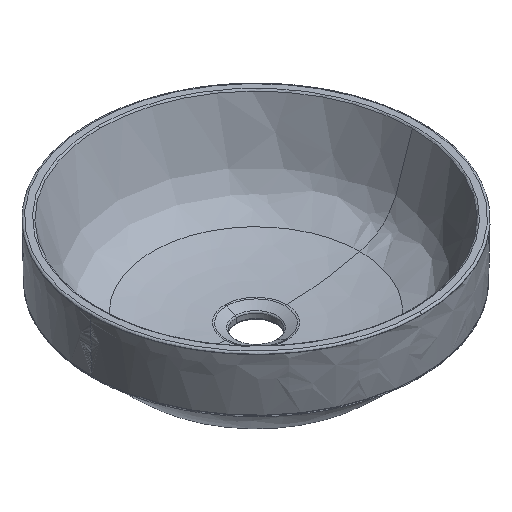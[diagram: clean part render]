
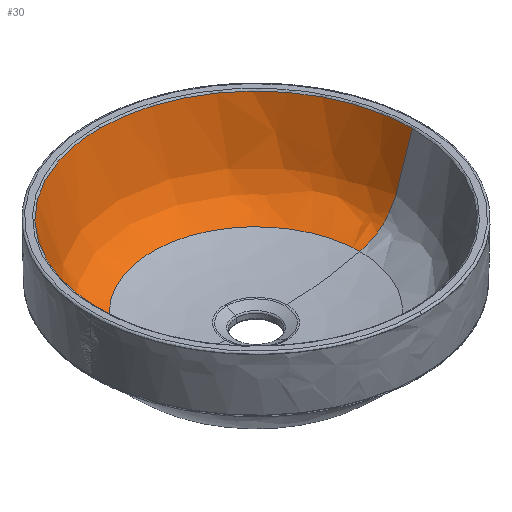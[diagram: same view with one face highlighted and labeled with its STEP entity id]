
A CAD part, isometric view. The second image highlights one B-rep face of the part: STEP entity #30.
In plain terms, the highlighted free-form (B-spline) face has degree [3, 3] with [4, 6] control points.
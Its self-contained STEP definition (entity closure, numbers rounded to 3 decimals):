
#30=ADVANCED_FACE('',(#63),#487,.T.);
#63=FACE_OUTER_BOUND('',#96,.T.);
#96=EDGE_LOOP('',(#145,#146,#147,#148,#149));
#145=ORIENTED_EDGE('',*,*,#297,.F.);
#146=ORIENTED_EDGE('',*,*,#298,.F.);
#147=ORIENTED_EDGE('',*,*,#299,.F.);
#148=ORIENTED_EDGE('',*,*,#300,.F.);
#149=ORIENTED_EDGE('',*,*,#283,.T.);
#283=EDGE_CURVE('',#436,#435,#370,.T.);
#297=EDGE_CURVE('',#449,#435,#363,.T.);
#298=EDGE_CURVE('',#450,#449,#379,.T.);
#299=EDGE_CURVE('',#451,#450,#380,.T.);
#300=EDGE_CURVE('',#436,#451,#364,.T.);
#363=B_SPLINE_CURVE_WITH_KNOTS('',3,(#2625,#2626,#2627,#2628,#2629,#2630),
 .UNSPECIFIED.,.F.,.F.,(4,2,4),(-116.125,-58.846,0.),
 .UNSPECIFIED.);
#364=B_SPLINE_CURVE_WITH_KNOTS('',3,(#2637,#2638,#2639,#2640,#2641,#2642),
 .UNSPECIFIED.,.F.,.F.,(4,2,4),(-116.125,-57.279,0.),
 .UNSPECIFIED.);
#370=(
BOUNDED_CURVE()
B_SPLINE_CURVE(2,(#2507,#2508,#2509,#2510,#2511),.UNSPECIFIED.,.F.,.F.)
B_SPLINE_CURVE_WITH_KNOTS((3,2,3),(-363.837,-181.919,
0.),.UNSPECIFIED.)
CURVE()
GEOMETRIC_REPRESENTATION_ITEM()
RATIONAL_B_SPLINE_CURVE((1.,0.707,1.,0.707,1.))
REPRESENTATION_ITEM('')
);
#379=(
BOUNDED_CURVE()
B_SPLINE_CURVE(2,(#2631,#2632,#2633),.UNSPECIFIED.,.F.,.F.)
B_SPLINE_CURVE_WITH_KNOTS((3,3),(-274.389,0.),.UNSPECIFIED.)
CURVE()
GEOMETRIC_REPRESENTATION_ITEM()
RATIONAL_B_SPLINE_CURVE((1.,0.707,1.))
REPRESENTATION_ITEM('')
);
#380=(
BOUNDED_CURVE()
B_SPLINE_CURVE(2,(#2634,#2635,#2636),.UNSPECIFIED.,.F.,.F.)
B_SPLINE_CURVE_WITH_KNOTS((3,3),(-274.389,0.),.UNSPECIFIED.)
CURVE()
GEOMETRIC_REPRESENTATION_ITEM()
RATIONAL_B_SPLINE_CURVE((1.,0.707,1.))
REPRESENTATION_ITEM('')
);
#435=VERTEX_POINT('',#2457);
#436=VERTEX_POINT('',#2458);
#449=VERTEX_POINT('',#2471);
#450=VERTEX_POINT('',#2472);
#451=VERTEX_POINT('',#2473);
#487=(
BOUNDED_SURFACE()
B_SPLINE_SURFACE(3,3,((#728,#729,#730,#731,#732,#733),(#734,#735,#736,#737,
#738,#739),(#740,#741,#742,#743,#744,#745),(#746,#747,#748,#749,#750,#751)),
 .UNSPECIFIED.,.F.,.F.,.F.)
B_SPLINE_SURFACE_WITH_KNOTS((4,4),(4,2,4),(0.,1048.089),
(0.,86.294,170.29),.UNSPECIFIED.)
GEOMETRIC_REPRESENTATION_ITEM()
RATIONAL_B_SPLINE_SURFACE(((1.,1.,1.,1.,1.,1.),(0.333,0.333,
0.333,0.333,0.333,0.333),
(0.333,0.333,0.333,0.333,
0.333,0.333),(1.,1.,1.,1.,1.,1.)))
REPRESENTATION_ITEM('')
SURFACE()
);
#728=CARTESIAN_POINT('',(-115.813,0.,-27.047));
#729=CARTESIAN_POINT('',(-141.004,0.,-20.17));
#730=CARTESIAN_POINT('',(-146.977,0.,-9.489));
#731=CARTESIAN_POINT('',(-161.224,0.,15.553));
#732=CARTESIAN_POINT('',(-168.262,0.,42.605));
#733=CARTESIAN_POINT('',(-174.682,0.,62.611));
#734=CARTESIAN_POINT('',(-115.813,231.626,-27.047));
#735=CARTESIAN_POINT('',(-141.004,282.008,-20.17));
#736=CARTESIAN_POINT('',(-146.977,293.954,-9.489));
#737=CARTESIAN_POINT('',(-161.224,322.449,15.553));
#738=CARTESIAN_POINT('',(-168.262,336.525,42.605));
#739=CARTESIAN_POINT('',(-174.682,349.363,62.611));
#740=CARTESIAN_POINT('',(115.813,231.626,-27.047));
#741=CARTESIAN_POINT('',(141.004,282.008,-20.17));
#742=CARTESIAN_POINT('',(146.977,293.954,-9.489));
#743=CARTESIAN_POINT('',(161.224,322.449,15.553));
#744=CARTESIAN_POINT('',(168.262,336.525,42.605));
#745=CARTESIAN_POINT('',(174.682,349.363,62.611));
#746=CARTESIAN_POINT('',(115.813,0.,-27.047));
#747=CARTESIAN_POINT('',(141.004,0.,-20.17));
#748=CARTESIAN_POINT('',(146.977,0.,-9.489));
#749=CARTESIAN_POINT('',(161.224,0.,15.553));
#750=CARTESIAN_POINT('',(168.262,0.,42.605));
#751=CARTESIAN_POINT('',(174.682,0.,62.611));
#2457=CARTESIAN_POINT('',(115.813,0.,-27.047));
#2458=CARTESIAN_POINT('',(-115.813,0.,-27.047));
#2471=CARTESIAN_POINT('',(174.682,0.,62.611));
#2472=CARTESIAN_POINT('',(0.,174.682,62.611));
#2473=CARTESIAN_POINT('',(-174.682,0.,62.611));
#2507=CARTESIAN_POINT('',(-115.813,0.,-27.047));
#2508=CARTESIAN_POINT('',(-115.813,115.813,-27.047));
#2509=CARTESIAN_POINT('',(0.,115.813,-27.047));
#2510=CARTESIAN_POINT('',(115.813,115.813,-27.047));
#2511=CARTESIAN_POINT('',(115.813,0.,-27.047));
#2625=CARTESIAN_POINT('',(174.682,0.,62.611));
#2626=CARTESIAN_POINT('',(168.262,0.,42.605));
#2627=CARTESIAN_POINT('',(161.224,0.,15.553));
#2628=CARTESIAN_POINT('',(146.977,0.,-9.489));
#2629=CARTESIAN_POINT('',(141.004,0.,-20.17));
#2630=CARTESIAN_POINT('',(115.813,0.,-27.047));
#2631=CARTESIAN_POINT('',(0.,174.682,62.611));
#2632=CARTESIAN_POINT('',(174.682,174.682,62.611));
#2633=CARTESIAN_POINT('',(174.682,0.,62.611));
#2634=CARTESIAN_POINT('',(-174.682,0.,62.611));
#2635=CARTESIAN_POINT('',(-174.682,174.682,62.611));
#2636=CARTESIAN_POINT('',(0.,174.682,62.611));
#2637=CARTESIAN_POINT('',(-115.813,0.,-27.047));
#2638=CARTESIAN_POINT('',(-141.004,0.,-20.17));
#2639=CARTESIAN_POINT('',(-146.977,0.,-9.489));
#2640=CARTESIAN_POINT('',(-161.224,0.,15.553));
#2641=CARTESIAN_POINT('',(-168.262,0.,42.605));
#2642=CARTESIAN_POINT('',(-174.682,0.,62.611));
